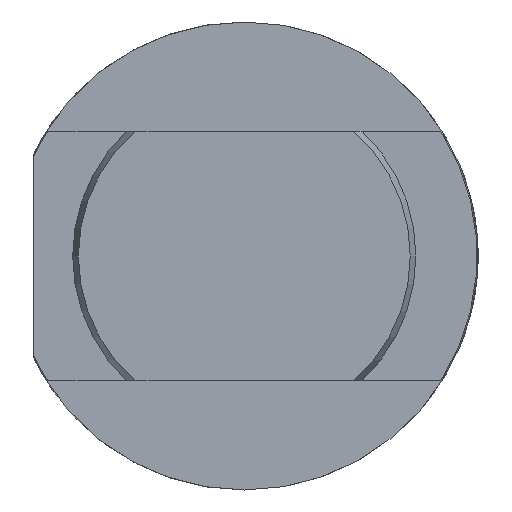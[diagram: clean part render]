
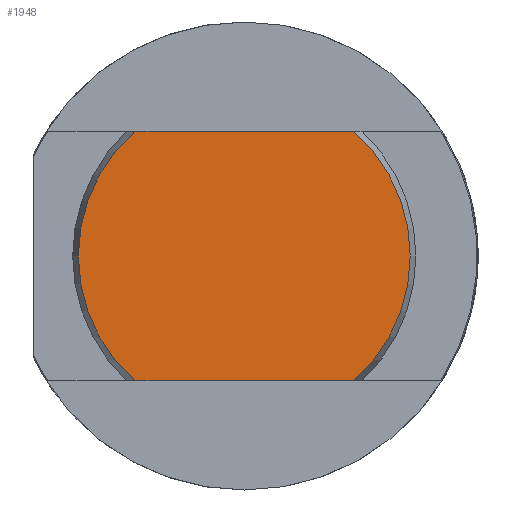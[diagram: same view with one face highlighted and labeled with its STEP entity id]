
A CAD part, left-side view. The second image highlights one B-rep face of the part: STEP entity #1948.
In plain terms, the highlighted planar face has unit normal (-1, 0, 0).
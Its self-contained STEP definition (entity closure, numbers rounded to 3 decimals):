
#71 = DIRECTION ( 'NONE',  ( 0., 1., 0. ) ) ;
#192 = CARTESIAN_POINT ( 'NONE',  ( 0., 0., 0. ) ) ;
#201 = DIRECTION ( 'NONE',  ( 0., 0., -1. ) ) ;
#209 = PLANE ( 'NONE',  #2392 ) ;
#210 = DIRECTION ( 'NONE',  ( 1., 0., 0. ) ) ;
#220 = CARTESIAN_POINT ( 'NONE',  ( 0., 12.75, -8. ) ) ;
#230 = CARTESIAN_POINT ( 'NONE',  ( 0., 0., 0. ) ) ;
#232 = DIRECTION ( 'NONE',  ( -1., 0., 0. ) ) ;
#233 = DIRECTION ( 'NONE',  ( 0., 0., -1. ) ) ;
#480 = CARTESIAN_POINT ( 'NONE',  ( 0., 0., 0. ) ) ;
#481 = DIRECTION ( 'NONE',  ( -1., 0., 0. ) ) ;
#482 = DIRECTION ( 'NONE',  ( 0., 0., -1. ) ) ;
#517 = CARTESIAN_POINT ( 'NONE',  ( 0., 12.75, 8. ) ) ;
#518 = DIRECTION ( 'NONE',  ( 0., -1., 0. ) ) ;
#1034 = CARTESIAN_POINT ( 'NONE',  ( 0., 7.009, 8. ) ) ;
#1048 = CARTESIAN_POINT ( 'NONE',  ( 0., 7.009, -8. ) ) ;
#1089 = CARTESIAN_POINT ( 'NONE',  ( 0., -7.009, -8. ) ) ;
#1091 = CARTESIAN_POINT ( 'NONE',  ( 0., -7.009, 8. ) ) ;
#1746 = CIRCLE ( 'NONE', #2464, 10.636 ) ;
#1763 = LINE ( 'NONE', #517, #1824 ) ;
#1824 = VECTOR ( 'NONE', #518, 1000. ) ;
#1948 = ADVANCED_FACE ( 'NONE', ( #3803 ), #209, .F. ) ;
#1990 = EDGE_CURVE ( 'NONE', #2925, #2823, #3857, .T. ) ;
#1999 = EDGE_CURVE ( 'NONE', #2794, #2823, #3876, .T. ) ;
#2107 = EDGE_CURVE ( 'NONE', #2925, #2939, #1746, .T. ) ;
#2121 = EDGE_CURVE ( 'NONE', #2794, #2939, #1763, .T. ) ;
#2392 = AXIS2_PLACEMENT_3D ( 'NONE', #192, #210, #201 ) ;
#2423 = AXIS2_PLACEMENT_3D ( 'NONE', #230, #232, #233 ) ;
#2464 = AXIS2_PLACEMENT_3D ( 'NONE', #480, #481, #482 ) ;
#2794 = VERTEX_POINT ( 'NONE', #1034 ) ;
#2823 = VERTEX_POINT ( 'NONE', #1048 ) ;
#2925 = VERTEX_POINT ( 'NONE', #1089 ) ;
#2939 = VERTEX_POINT ( 'NONE', #1091 ) ;
#3201 = ORIENTED_EDGE ( 'NONE', *, *, #2121, .F. ) ;
#3202 = ORIENTED_EDGE ( 'NONE', *, *, #2107, .T. ) ;
#3203 = ORIENTED_EDGE ( 'NONE', *, *, #1990, .F. ) ;
#3204 = ORIENTED_EDGE ( 'NONE', *, *, #1999, .T. ) ;
#3465 = EDGE_LOOP ( 'NONE', ( #3204, #3203, #3202, #3201 ) ) ;
#3803 = FACE_OUTER_BOUND ( 'NONE', #3465, .T. ) ;
#3857 = LINE ( 'NONE', #220, #3862 ) ;
#3862 = VECTOR ( 'NONE', #71, 1000. ) ;
#3876 = CIRCLE ( 'NONE', #2423, 10.636 ) ;
